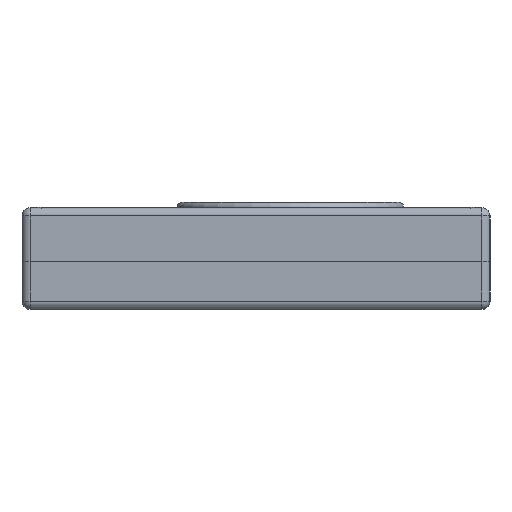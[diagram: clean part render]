
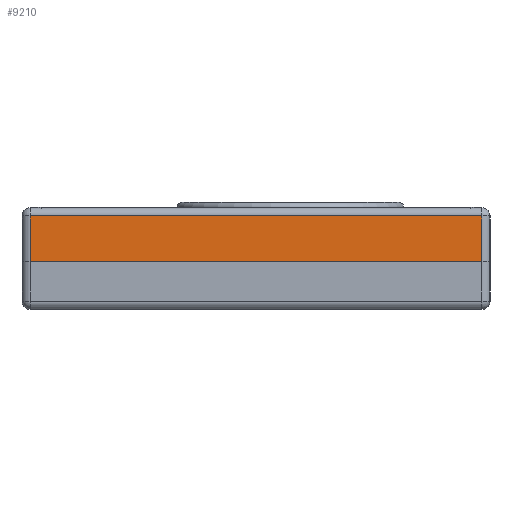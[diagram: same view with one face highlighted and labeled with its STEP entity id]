
A CAD part, left-side view. The second image highlights one B-rep face of the part: STEP entity #9210.
In plain terms, the highlighted planar face has unit normal (-1, 0, 0).
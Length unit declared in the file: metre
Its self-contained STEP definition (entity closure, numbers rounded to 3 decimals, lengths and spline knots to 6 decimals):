
#2525=ORIENTED_EDGE('',*,*,#4020,.T.);
#2526=ORIENTED_EDGE('',*,*,#4021,.T.);
#2527=ORIENTED_EDGE('',*,*,#3410,.T.);
#2528=ORIENTED_EDGE('',*,*,#4022,.T.);
#3410=EDGE_CURVE('',#4620,#4619,#5357,.T.);
#4020=EDGE_CURVE('',#4956,#4957,#5926,.F.);
#4021=EDGE_CURVE('',#4957,#4620,#5927,.T.);
#4022=EDGE_CURVE('',#4619,#4956,#5928,.F.);
#4619=VERTEX_POINT('',#13648);
#4620=VERTEX_POINT('',#13650);
#4956=VERTEX_POINT('',#14882);
#4957=VERTEX_POINT('',#14883);
#5357=LINE('',#13649,#6346);
#5926=LINE('',#14881,#6915);
#5927=LINE('',#14884,#6916);
#5928=LINE('',#14885,#6917);
#6346=VECTOR('',#10977,1.);
#6915=VECTOR('',#12200,1.);
#6916=VECTOR('',#12201,1.);
#6917=VECTOR('',#12202,1.);
#7624=EDGE_LOOP('',(#2525,#2526,#2527,#2528));
#8352=FACE_BOUND('',#7624,.T.);
#8771=PLANE('',#9937);
#9210=ADVANCED_FACE('',(#8352),#8771,.F.);
#9937=AXIS2_PLACEMENT_3D('',#14880,#12198,#12199);
#10977=DIRECTION('',(0.,-1.,0.));
#12198=DIRECTION('',(1.,0.,0.));
#12199=DIRECTION('',(0.,0.,-1.));
#12200=DIRECTION('',(0.,-1.,0.));
#12201=DIRECTION('',(0.,0.,-1.));
#12202=DIRECTION('',(0.,0.,-1.));
#13648=CARTESIAN_POINT('',(-0.155095,-0.040131,0.0085));
#13649=CARTESIAN_POINT('',(-0.155095,-0.00014,0.0085));
#13650=CARTESIAN_POINT('',(-0.155095,0.03985,0.0085));
#14880=CARTESIAN_POINT('',(-0.155095,-0.00014,0.0115));
#14881=CARTESIAN_POINT('',(-0.155095,0.04135,0.0166));
#14882=CARTESIAN_POINT('',(-0.155095,-0.040131,0.0166));
#14883=CARTESIAN_POINT('',(-0.155095,0.03985,0.0166));
#14884=CARTESIAN_POINT('',(-0.155095,0.03985,0.0085));
#14885=CARTESIAN_POINT('',(-0.155095,-0.040131,0.0115));
